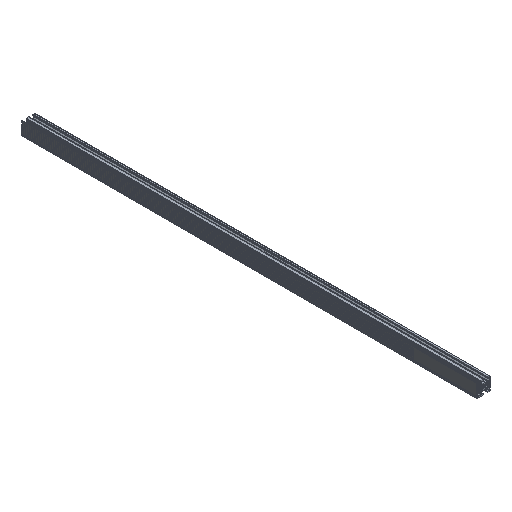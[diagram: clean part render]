
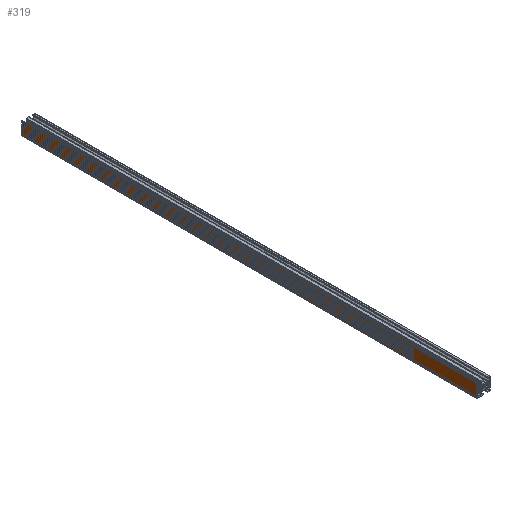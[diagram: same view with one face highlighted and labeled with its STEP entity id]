
A CAD part, isometric view. The second image highlights one B-rep face of the part: STEP entity #319.
In plain terms, the highlighted planar face has unit normal (-1, 0, 0).
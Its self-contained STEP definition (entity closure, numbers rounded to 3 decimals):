
#319=ADVANCED_FACE('',(#661),#662,.F.);
#661=FACE_OUTER_BOUND('',#1005,.T.);
#662=PLANE('',#1006);
#1005=EDGE_LOOP('',(#2499,#2500,#2501,#2502));
#1006=AXIS2_PLACEMENT_3D('',#2503,#2504,#2505);
#2499=ORIENTED_EDGE('',*,*,#2894,.F.);
#2500=ORIENTED_EDGE('',*,*,#3018,.F.);
#2501=ORIENTED_EDGE('',*,*,#2650,.F.);
#2502=ORIENTED_EDGE('',*,*,#3019,.T.);
#2503=CARTESIAN_POINT('',(-15.,50500.0,1.0));
#2504=DIRECTION('',(1.0,0.,0.));
#2505=DIRECTION('',(0.,0.,-1.0));
#2650=EDGE_CURVE('',#3238,#3240,#3241,.T.);
#2894=EDGE_CURVE('',#3725,#3727,#3728,.T.);
#3018=EDGE_CURVE('',#3240,#3725,#3853,.T.);
#3019=EDGE_CURVE('',#3238,#3727,#3854,.T.);
#3238=VERTEX_POINT('',#4164);
#3240=VERTEX_POINT('',#4166);
#3241=LINE('',#4167,#4168);
#3725=VERTEX_POINT('',#4828);
#3727=VERTEX_POINT('',#4831);
#3728=LINE('',#4832,#4833);
#3853=LINE('',#5080,#5081);
#3854=LINE('',#5082,#5083);
#4164=CARTESIAN_POINT('',(-15.0,1000.0,-13.0));
#4166=CARTESIAN_POINT('',(-15.0,1000.0,15.0));
#4167=CARTESIAN_POINT('',(-15.0,1000.0,1.0));
#4168=VECTOR('',#5294,1.0);
#4828=CARTESIAN_POINT('',(-15.0,0.0,15.0));
#4831=CARTESIAN_POINT('',(-15.0,0.0,-13.0));
#4832=CARTESIAN_POINT('',(-15.0,0.0,1.0));
#4833=VECTOR('',#5670,1.0);
#5080=CARTESIAN_POINT('',(-15.,50500.0,15.0));
#5081=VECTOR('',#5796,1.0);
#5082=CARTESIAN_POINT('',(-15.,50500.0,-13.0));
#5083=VECTOR('',#5797,1.0);
#5294=DIRECTION('',(0.,0.,1.0));
#5670=DIRECTION('',(0.,0.,-1.0));
#5796=DIRECTION('',(0.,-1.0,0.0));
#5797=DIRECTION('',(0.,-1.0,0.0));
